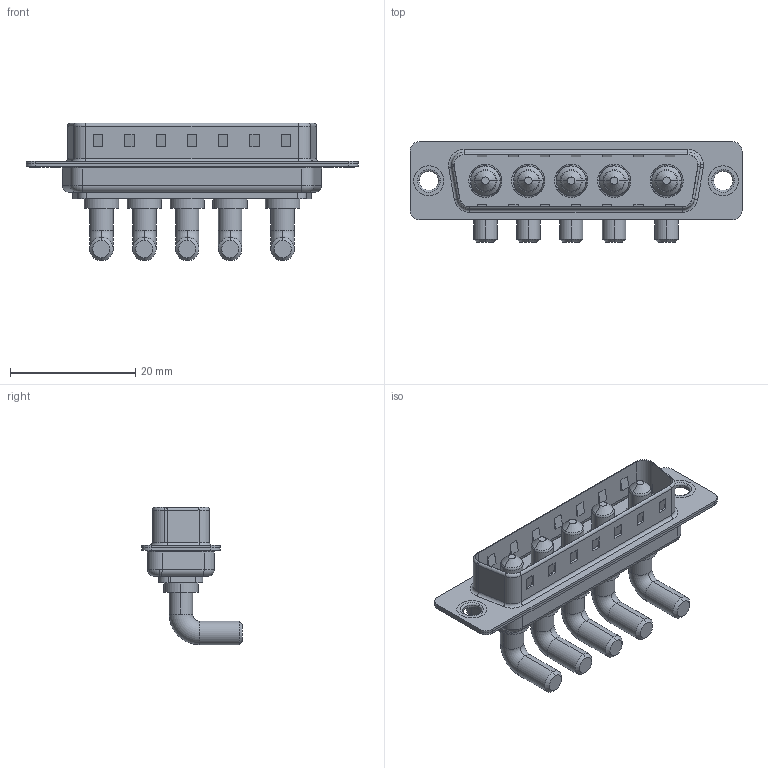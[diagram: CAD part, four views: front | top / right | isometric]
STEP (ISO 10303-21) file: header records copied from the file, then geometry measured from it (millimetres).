
FILE_DESCRIPTION (( 'STEP AP203' ), '1' );
FILE_NAME ('629-5W5-240-4T1.STEP', '2022-05-07T05:23:46', ( '' ), ( '' ), 'SwSTEP 2.0', 'SolidWorks 2020', '' );
FILE_SCHEMA (( 'CONFIG_CONTROL_DESIGN' ));
Length unit declared in the file: millimetre
Products named in the file (6): 629Combo Housing_5W5; Power Pin_40A RA; 629Combo Thru Hole Rivet; 629Combo Shell Front_25 Contacts; 629Combo Shell Rear_25 Contacts; 629-5W5-240-4T1
Assembly tree (10 placements, depth 2):
  629-5W5-240-4T1
    629Combo Housing_5W5
    629Combo Shell Rear_25 Contacts
    629Combo Shell Front_25 Contacts
    629Combo Thru Hole Rivet  x2
    Power Pin_40A RA  x5
Bounding box: 53.05 x 16.05 x 21.98 mm (x, y, z)
Volume: 3689.3 mm3; surface area: 7220.6 mm2
Topology: 15 solids, 15 shells, 565 faces, 1335 edges, 826 vertices
Faces by surface type: cylinder 226, plane 221, torus 78, cone 35, bspline 5
Entity records: 12580 total; most frequent: DIRECTION 2144, CARTESIAN_POINT 2098, ORIENTED_EDGE 1946, EDGE_CURVE 973, AXIS2_PLACEMENT_3D 785, VERTEX_POINT 610, LINE 574, VECTOR 574
